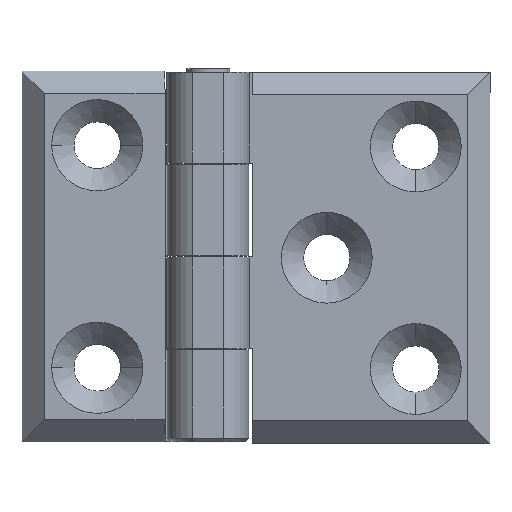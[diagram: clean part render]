
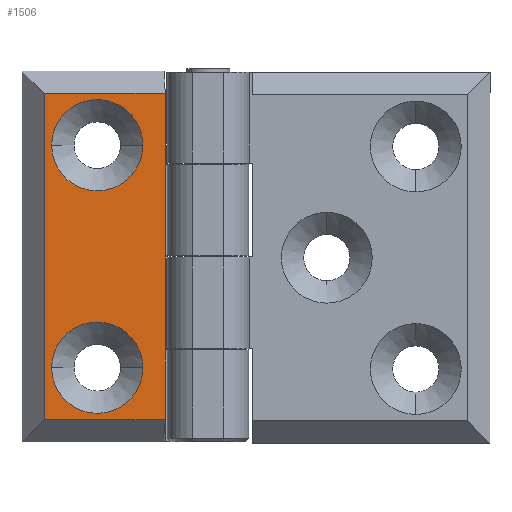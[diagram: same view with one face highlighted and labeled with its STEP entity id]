
A CAD part, top view. The second image highlights one B-rep face of the part: STEP entity #1506.
In plain terms, the highlighted planar face has unit normal (0, 0, 1).
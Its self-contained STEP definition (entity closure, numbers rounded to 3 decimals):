
#16 = ORIENTED_EDGE ( 'NONE', *, *, #3779, .T. ) ;
#38 = CARTESIAN_POINT ( 'NONE',  ( -138.815, 21.993, 6.034 ) ) ;
#54 = DIRECTION ( 'NONE',  ( 1., 0., 0. ) ) ;
#117 = VERTEX_POINT ( 'NONE', #1324 ) ;
#175 = ORIENTED_EDGE ( 'NONE', *, *, #1182, .F. ) ;
#182 = DIRECTION ( 'NONE',  ( 0., 0., -1. ) ) ;
#192 = DIRECTION ( 'NONE',  ( 0., -1., 0. ) ) ;
#214 = ORIENTED_EDGE ( 'NONE', *, *, #1040, .T. ) ;
#265 = PLANE ( 'NONE',  #1924 ) ;
#315 = ORIENTED_EDGE ( 'NONE', *, *, #1910, .F. ) ;
#348 = CIRCLE ( 'NONE', #4962, 6.15 ) ;
#502 = B_SPLINE_CURVE_WITH_KNOTS ( 'NONE', 3,
 ( #3828, #2984, #4256, #873 ),
 .UNSPECIFIED., .F., .F.,
 ( 4, 4 ),
 ( 0., 1. ),
 .UNSPECIFIED. ) ;
#588 = CARTESIAN_POINT ( 'NONE',  ( -131.665, -15.007, 6.034 ) ) ;
#612 = AXIS2_PLACEMENT_3D ( 'NONE', #1434, #3142, #1412 ) ;
#664 = DIRECTION ( 'NONE',  ( 1., 0., 0. ) ) ;
#682 = CARTESIAN_POINT ( 'NONE',  ( -122.501, -22.007, 6.034 ) ) ;
#739 = LINE ( 'NONE', #4072, #2379 ) ;
#766 = DIRECTION ( 'NONE',  ( 0., -1., 0. ) ) ;
#780 = VERTEX_POINT ( 'NONE', #3727 ) ;
#852 = CARTESIAN_POINT ( 'NONE',  ( -122.501, -22.007, 6.034 ) ) ;
#858 = CARTESIAN_POINT ( 'NONE',  ( -122.501, 21.993, 6.034 ) ) ;
#865 = AXIS2_PLACEMENT_3D ( 'NONE', #948, #2617, #54 ) ;
#873 = CARTESIAN_POINT ( 'NONE',  ( -122.501, 0.093, 6.034 ) ) ;
#948 = CARTESIAN_POINT ( 'NONE',  ( -131.665, -15.007, 6.034 ) ) ;
#955 = AXIS2_PLACEMENT_3D ( 'NONE', #588, #3155, #664 ) ;
#1040 = EDGE_CURVE ( 'NONE', #1977, #2011, #4422, .T. ) ;
#1044 = VERTEX_POINT ( 'NONE', #2677 ) ;
#1103 = VECTOR ( 'NONE', #3778, 1000. ) ;
#1182 = EDGE_CURVE ( 'NONE', #1601, #2754, #739, .T. ) ;
#1259 = CARTESIAN_POINT ( 'NONE',  ( -122.501, 21.993, 6.034 ) ) ;
#1295 = FACE_BOUND ( 'NONE', #5388, .T. ) ;
#1324 = CARTESIAN_POINT ( 'NONE',  ( -125.515, 14.993, 6.034 ) ) ;
#1397 = DIRECTION ( 'NONE',  ( 1., 0., 0. ) ) ;
#1412 = DIRECTION ( 'NONE',  ( 1., 0., 0. ) ) ;
#1434 = CARTESIAN_POINT ( 'NONE',  ( -131.665, 14.993, 6.034 ) ) ;
#1446 = ORIENTED_EDGE ( 'NONE', *, *, #4941, .T. ) ;
#1468 = ORIENTED_EDGE ( 'NONE', *, *, #3880, .T. ) ;
#1502 = CARTESIAN_POINT ( 'NONE',  ( -122.501, -22.007, 6.034 ) ) ;
#1506 = ADVANCED_FACE ( 'NONE', ( #5033, #1295, #2807 ), #265, .T. ) ;
#1601 = VERTEX_POINT ( 'NONE', #4901 ) ;
#1613 = CARTESIAN_POINT ( 'NONE',  ( -122.501, -18.873, 6.034 ) ) ;
#1614 = EDGE_LOOP ( 'NONE', ( #1468, #4830 ) ) ;
#1625 = ORIENTED_EDGE ( 'NONE', *, *, #3377, .F. ) ;
#1695 = VECTOR ( 'NONE', #192, 1000. ) ;
#1856 = VERTEX_POINT ( 'NONE', #1502 ) ;
#1869 = CARTESIAN_POINT ( 'NONE',  ( -131.665, 14.993, 6.034 ) ) ;
#1884 = LINE ( 'NONE', #682, #2683 ) ;
#1910 = EDGE_CURVE ( 'NONE', #1044, #1856, #3547, .T. ) ;
#1924 = AXIS2_PLACEMENT_3D ( 'NONE', #858, #3213, #3660 ) ;
#1949 = ORIENTED_EDGE ( 'NONE', *, *, #5157, .F. ) ;
#1977 = VERTEX_POINT ( 'NONE', #38 ) ;
#2011 = VERTEX_POINT ( 'NONE', #4131 ) ;
#2070 = LINE ( 'NONE', #5304, #4532 ) ;
#2082 = EDGE_LOOP ( 'NONE', ( #3969, #214, #4176, #315, #1949, #1625, #175 ) ) ;
#2252 = EDGE_CURVE ( 'NONE', #3953, #117, #3060, .T. ) ;
#2379 = VECTOR ( 'NONE', #766, 1000. ) ;
#2617 = DIRECTION ( 'NONE',  ( 0., 0., -1. ) ) ;
#2640 = CARTESIAN_POINT ( 'NONE',  ( -122.501, 12.393, 6.034 ) ) ;
#2658 = CARTESIAN_POINT ( 'NONE',  ( -138.815, 21.993, 6.034 ) ) ;
#2677 = CARTESIAN_POINT ( 'NONE',  ( -122.501, -12.607, 6.034 ) ) ;
#2683 = VECTOR ( 'NONE', #3555, 1000. ) ;
#2754 = VERTEX_POINT ( 'NONE', #2640 ) ;
#2807 = FACE_OUTER_BOUND ( 'NONE', #2082, .T. ) ;
#2870 = LINE ( 'NONE', #1259, #1103 ) ;
#2872 = CIRCLE ( 'NONE', #865, 6.15 ) ;
#2984 = CARTESIAN_POINT ( 'NONE',  ( -122.501, 8.293, 6.034 ) ) ;
#3015 = EDGE_CURVE ( 'NONE', #2011, #1856, #1884, .T. ) ;
#3060 = CIRCLE ( 'NONE', #612, 6.15 ) ;
#3084 = VERTEX_POINT ( 'NONE', #3530 ) ;
#3142 = DIRECTION ( 'NONE',  ( 0., 0., -1. ) ) ;
#3155 = DIRECTION ( 'NONE',  ( 0., 0., -1. ) ) ;
#3210 = EDGE_CURVE ( 'NONE', #1601, #1977, #2870, .T. ) ;
#3213 = DIRECTION ( 'NONE',  ( 0., 0., 1. ) ) ;
#3297 = DIRECTION ( 'NONE',  ( 0., -1., 0. ) ) ;
#3377 = EDGE_CURVE ( 'NONE', #2754, #780, #502, .T. ) ;
#3530 = CARTESIAN_POINT ( 'NONE',  ( -125.515, -15.007, 6.034 ) ) ;
#3547 = B_SPLINE_CURVE_WITH_KNOTS ( 'NONE', 3,
 ( #4108, #3675, #1613, #852 ),
 .UNSPECIFIED., .F., .F.,
 ( 4, 4 ),
 ( 0., 1. ),
 .UNSPECIFIED. ) ;
#3555 = DIRECTION ( 'NONE',  ( 1., 0., 0. ) ) ;
#3660 = DIRECTION ( 'NONE',  ( -1., 0., 0. ) ) ;
#3675 = CARTESIAN_POINT ( 'NONE',  ( -122.501, -15.74, 6.034 ) ) ;
#3715 = VERTEX_POINT ( 'NONE', #5068 ) ;
#3727 = CARTESIAN_POINT ( 'NONE',  ( -122.501, 0.093, 6.034 ) ) ;
#3778 = DIRECTION ( 'NONE',  ( -1., 0., 0. ) ) ;
#3779 = EDGE_CURVE ( 'NONE', #3715, #3084, #4875, .T. ) ;
#3828 = CARTESIAN_POINT ( 'NONE',  ( -122.501, 12.393, 6.034 ) ) ;
#3880 = EDGE_CURVE ( 'NONE', #117, #3953, #348, .T. ) ;
#3953 = VERTEX_POINT ( 'NONE', #4976 ) ;
#3969 = ORIENTED_EDGE ( 'NONE', *, *, #3210, .T. ) ;
#4072 = CARTESIAN_POINT ( 'NONE',  ( -122.501, 24.993, 6.034 ) ) ;
#4108 = CARTESIAN_POINT ( 'NONE',  ( -122.501, -12.607, 6.034 ) ) ;
#4131 = CARTESIAN_POINT ( 'NONE',  ( -138.815, -22.007, 6.034 ) ) ;
#4176 = ORIENTED_EDGE ( 'NONE', *, *, #3015, .T. ) ;
#4256 = CARTESIAN_POINT ( 'NONE',  ( -122.501, 4.193, 6.034 ) ) ;
#4422 = LINE ( 'NONE', #2658, #1695 ) ;
#4532 = VECTOR ( 'NONE', #3297, 1000. ) ;
#4830 = ORIENTED_EDGE ( 'NONE', *, *, #2252, .T. ) ;
#4875 = CIRCLE ( 'NONE', #955, 6.15 ) ;
#4901 = CARTESIAN_POINT ( 'NONE',  ( -122.501, 21.993, 6.034 ) ) ;
#4941 = EDGE_CURVE ( 'NONE', #3084, #3715, #2872, .T. ) ;
#4962 = AXIS2_PLACEMENT_3D ( 'NONE', #1869, #182, #1397 ) ;
#4976 = CARTESIAN_POINT ( 'NONE',  ( -137.815, 14.993, 6.034 ) ) ;
#5033 = FACE_BOUND ( 'NONE', #1614, .T. ) ;
#5068 = CARTESIAN_POINT ( 'NONE',  ( -137.815, -15.007, 6.034 ) ) ;
#5157 = EDGE_CURVE ( 'NONE', #780, #1044, #2070, .T. ) ;
#5304 = CARTESIAN_POINT ( 'NONE',  ( -122.501, 0.593, 6.034 ) ) ;
#5388 = EDGE_LOOP ( 'NONE', ( #1446, #16 ) ) ;
